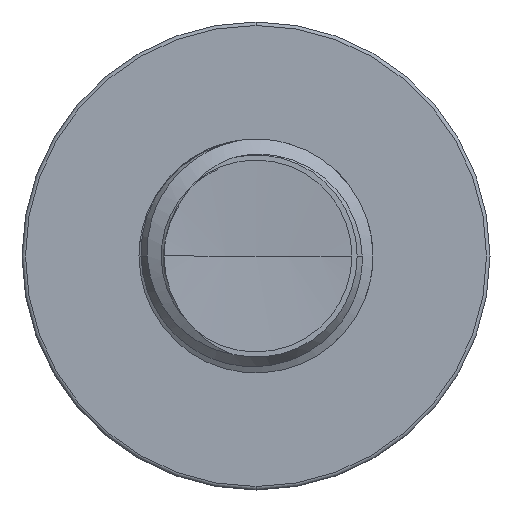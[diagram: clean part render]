
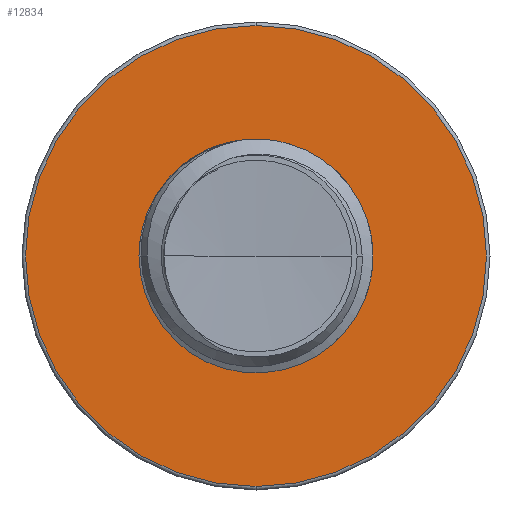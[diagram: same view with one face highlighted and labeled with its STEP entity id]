
A CAD part, front view. The second image highlights one B-rep face of the part: STEP entity #12834.
In plain terms, the highlighted planar face has unit normal (0, -1, 0).
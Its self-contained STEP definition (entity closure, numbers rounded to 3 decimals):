
#181 = CARTESIAN_POINT ( 'NONE',  ( 0., 3.5, -1.971 ) ) ;
#289 = DIRECTION ( 'NONE',  ( 0., 0., -1. ) ) ;
#307 = DIRECTION ( 'NONE',  ( 0., -1., 0. ) ) ;
#320 = CARTESIAN_POINT ( 'NONE',  ( 0., 3.5, 0. ) ) ;
#597 = VERTEX_POINT ( 'NONE', #12127 ) ;
#854 = FACE_OUTER_BOUND ( 'NONE', #7438, .T. ) ;
#873 = CIRCLE ( 'NONE', #12890, 3.94 ) ;
#1177 = CARTESIAN_POINT ( 'NONE',  ( 0., 3.5, -3.94 ) ) ;
#3213 = EDGE_CURVE ( 'NONE', #3308, #597, #9032, .T. ) ;
#3308 = VERTEX_POINT ( 'NONE', #181 ) ;
#4449 = VERTEX_POINT ( 'NONE', #1177 ) ;
#5644 = AXIS2_PLACEMENT_3D ( 'NONE', #10821, #10817, #10808 ) ;
#5908 = DIRECTION ( 'NONE',  ( 0., 0., -1. ) ) ;
#5923 = DIRECTION ( 'NONE',  ( 0., -1., 0. ) ) ;
#5930 = CARTESIAN_POINT ( 'NONE',  ( 0., 3.5, 0. ) ) ;
#6211 = FACE_BOUND ( 'NONE', #6929, .T. ) ;
#6929 = EDGE_LOOP ( 'NONE', ( #12770, #8343 ) ) ;
#6993 = VERTEX_POINT ( 'NONE', #12765 ) ;
#7153 = EDGE_CURVE ( 'NONE', #4449, #6993, #873, .T. ) ;
#7438 = EDGE_LOOP ( 'NONE', ( #12292, #9298 ) ) ;
#7549 = DIRECTION ( 'NONE',  ( 0., 0., -1. ) ) ;
#7663 = PLANE ( 'NONE',  #9756 ) ;
#7684 = EDGE_CURVE ( 'NONE', #6993, #4449, #11370, .T. ) ;
#7941 = CARTESIAN_POINT ( 'NONE',  ( 0., 3.5, 1.971 ) ) ;
#8215 = DIRECTION ( 'NONE',  ( 0., -1., 0. ) ) ;
#8343 = ORIENTED_EDGE ( 'NONE', *, *, #11724, .F. ) ;
#9032 = CIRCLE ( 'NONE', #10231, 1.971 ) ;
#9173 = CIRCLE ( 'NONE', #12016, 1.971 ) ;
#9298 = ORIENTED_EDGE ( 'NONE', *, *, #7684, .T. ) ;
#9756 = AXIS2_PLACEMENT_3D ( 'NONE', #7941, #8215, #7549 ) ;
#10231 = AXIS2_PLACEMENT_3D ( 'NONE', #320, #307, #289 ) ;
#10808 = DIRECTION ( 'NONE',  ( 0., 0., -1. ) ) ;
#10817 = DIRECTION ( 'NONE',  ( 0., -1., 0. ) ) ;
#10821 = CARTESIAN_POINT ( 'NONE',  ( 0., 3.5, 0. ) ) ;
#11370 = CIRCLE ( 'NONE', #5644, 3.94 ) ;
#11724 = EDGE_CURVE ( 'NONE', #597, #3308, #9173, .T. ) ;
#12016 = AXIS2_PLACEMENT_3D ( 'NONE', #5930, #5923, #5908 ) ;
#12127 = CARTESIAN_POINT ( 'NONE',  ( 0., 3.5, 1.971 ) ) ;
#12245 = DIRECTION ( 'NONE',  ( 0., 0., -1. ) ) ;
#12253 = DIRECTION ( 'NONE',  ( 0., -1., 0. ) ) ;
#12264 = CARTESIAN_POINT ( 'NONE',  ( 0., 3.5, 0. ) ) ;
#12292 = ORIENTED_EDGE ( 'NONE', *, *, #7153, .T. ) ;
#12765 = CARTESIAN_POINT ( 'NONE',  ( 0., 3.5, 3.94 ) ) ;
#12770 = ORIENTED_EDGE ( 'NONE', *, *, #3213, .F. ) ;
#12834 = ADVANCED_FACE ( 'NONE', ( #854, #6211 ), #7663, .T. ) ;
#12890 = AXIS2_PLACEMENT_3D ( 'NONE', #12264, #12253, #12245 ) ;
